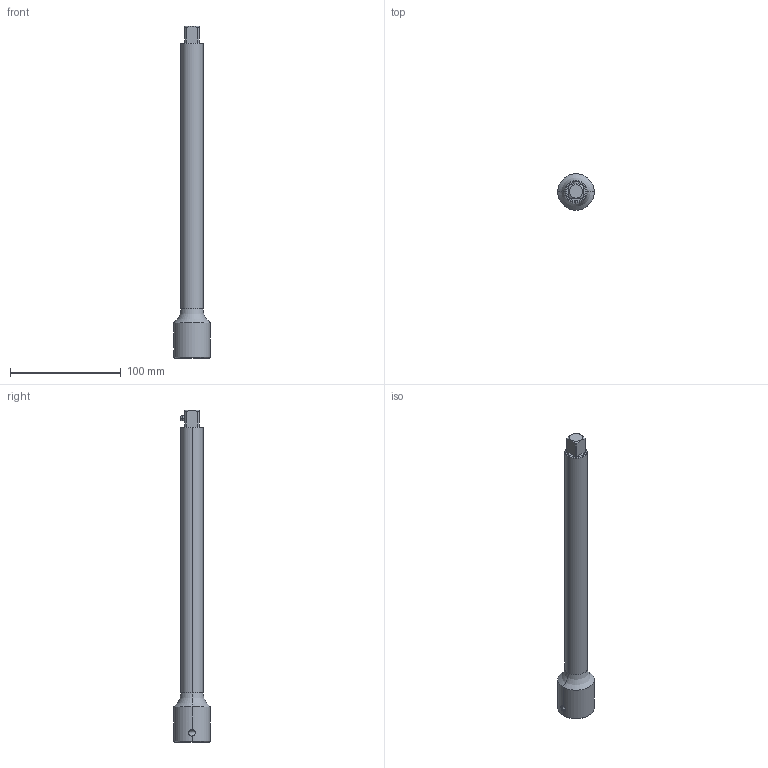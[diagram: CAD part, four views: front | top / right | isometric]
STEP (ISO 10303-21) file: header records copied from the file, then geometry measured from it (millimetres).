
FILE_DESCRIPTION((''),'2;1');
FILE_NAME('4027133429_ASM','2023-08-22T12:19:42',('A00565553'),(''),'CREO PARAMETRIC BY PTC INC, 2022414','CREO PARAMETRIC BY PTC INC, 2022414','');
FILE_SCHEMA(('CONFIG_CONTROL_DESIGN','GEOMETRIC_VALIDATION_PROPERTIES_MIM'));
Length unit declared in the file: millimetre
Products named in the file (6): 4027033266; 4027005370; 4027005376_AF0; 4027133409_ASM; 4027299356; 4027133429_ASM
Assembly tree (5 placements, depth 3):
  4027133429_ASM
    4027133409_ASM
      4027033266
      4027005370
      4027005376_AF0
    4027299356
Bounding box: 33 x 33 x 300.3 mm (x, y, z)
Volume: 100641.4 mm3; surface area: 56131.6 mm2
Topology: 5 solids, 5 shells, 112 faces, 261 edges, 160 vertices
Faces by surface type: cylinder 43, plane 32, cone 22, bspline 8, torus 7
Entity records: 11925 total; most frequent: CARTESIAN_POINT 8160, DIRECTION 559, ORIENTED_EDGE 518, PRESENTATION_STYLE_ASSIGNMENT 272, STYLED_ITEM 264, CURVE_STYLE 259, EDGE_CURVE 259, AXIS2_PLACEMENT_3D 235
